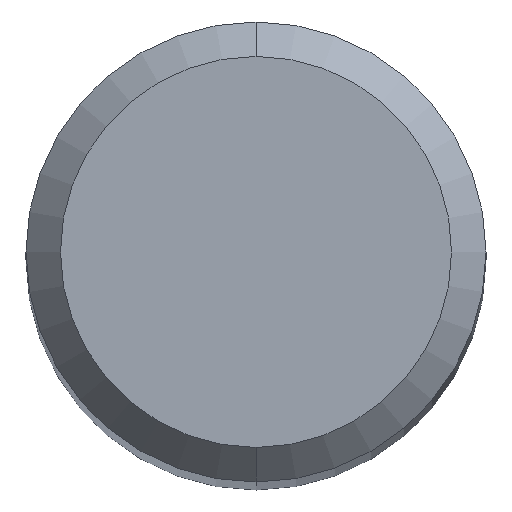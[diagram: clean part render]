
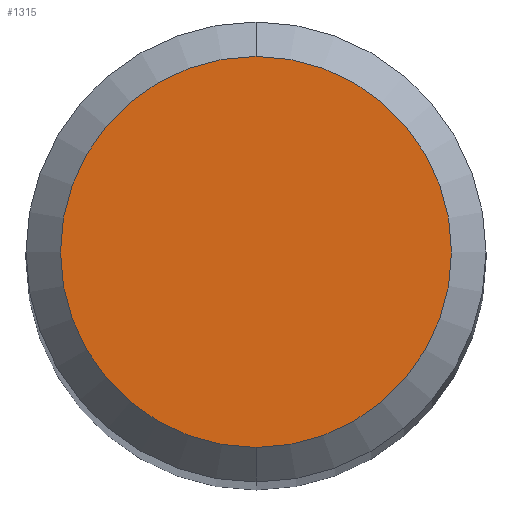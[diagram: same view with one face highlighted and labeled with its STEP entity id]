
A CAD part, top view. The second image highlights one B-rep face of the part: STEP entity #1315.
In plain terms, the highlighted planar face has unit normal (0, 0, 1).
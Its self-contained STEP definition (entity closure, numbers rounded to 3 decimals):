
#889=VERTEX_POINT('',#2116);
#1165=EDGE_CURVE('',#1201,#889,#2415,.T.);
#1201=VERTEX_POINT('',#2453);
#1315=ADVANCED_FACE('',(#2579),#2580,.T.);
#1317=EDGE_CURVE('',#889,#1201,#2582,.T.);
#2116=CARTESIAN_POINT('',(0.,-1.7,0.0));
#2415=CIRCLE('',#5320,1.7);
#2453=CARTESIAN_POINT('',(0.0,1.7,0.0));
#2579=FACE_OUTER_BOUND('',#6223,.T.);
#2580=PLANE('',#6224);
#2582=CIRCLE('',#6227,1.7);
#5320=AXIS2_PLACEMENT_3D('',#9246,#9247,#9248);
#6223=EDGE_LOOP('',(#9436,#9437));
#6224=AXIS2_PLACEMENT_3D('',#9438,#9439,#9440);
#6227=AXIS2_PLACEMENT_3D('',#9441,#9442,#9443);
#9246=CARTESIAN_POINT('',(0.0,0.0,0.0));
#9247=DIRECTION('',(0.0,0.0,-1.0));
#9248=DIRECTION('',(0.0,1.0,0.0));
#9436=ORIENTED_EDGE('',*,*,#1165,.F.);
#9437=ORIENTED_EDGE('',*,*,#1317,.F.);
#9438=CARTESIAN_POINT('',(0.0,0.85,0.0));
#9439=DIRECTION('',(-0.0,0.0,1.0));
#9440=DIRECTION('',(0.0,-1.0,0.0));
#9441=CARTESIAN_POINT('',(0.0,0.0,0.0));
#9442=DIRECTION('',(0.0,0.0,-1.0));
#9443=DIRECTION('',(0.0,1.0,0.0));
